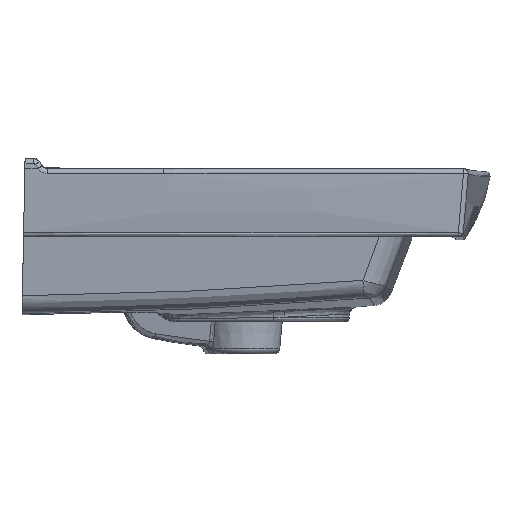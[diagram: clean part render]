
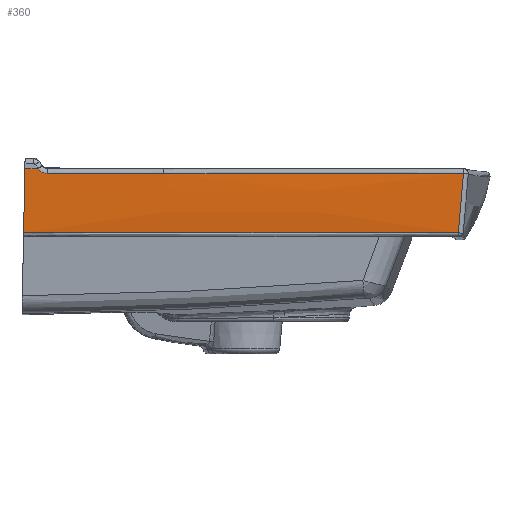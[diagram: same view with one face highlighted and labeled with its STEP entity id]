
A CAD part, left-side view. The second image highlights one B-rep face of the part: STEP entity #360.
In plain terms, the highlighted free-form (B-spline) face has degree [3, 3] with [4, 4] control points.
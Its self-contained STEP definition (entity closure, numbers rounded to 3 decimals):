
#287=B_SPLINE_SURFACE_WITH_KNOTS('',3,3,((#8198,#8199,#8200,#8201),(#8202,
#8203,#8204,#8205),(#8206,#8207,#8208,#8209),(#8210,#8211,#8212,#8213)),
 .UNSPECIFIED.,.F.,.F.,.F.,(4,4),(4,4),(0.,1.),(0.,1.),.UNSPECIFIED.);
#360=ADVANCED_FACE('',(#949),#287,.T.);
#949=FACE_OUTER_BOUND('',#1311,.T.);
#1311=EDGE_LOOP('',(#2455,#2456,#2457,#2458,#2459,#2460,#2461));
#1738=B_SPLINE_CURVE_WITH_KNOTS('',3,(#7464,#7465,#7466,#7467),
 .UNSPECIFIED.,.F.,.F.,(4,4),(0.,1.),.UNSPECIFIED.);
#1782=B_SPLINE_CURVE_WITH_KNOTS('',3,(#8152,#8153,#8154,#8155,#8156,#8157,
#8158,#8159,#8160,#8161,#8162,#8163),.UNSPECIFIED.,.F.,.F.,(4,2,2,2,2,4),
(0.,0.063,0.125,0.25,0.5,1.),.UNSPECIFIED.);
#1783=B_SPLINE_CURVE_WITH_KNOTS('',3,(#8166,#8167,#8168,#8169),
 .UNSPECIFIED.,.F.,.F.,(4,4),(0.,1.),.UNSPECIFIED.);
#1784=B_SPLINE_CURVE_WITH_KNOTS('',3,(#8171,#8172,#8173,#8174),
 .UNSPECIFIED.,.F.,.F.,(4,4),(0.,1.),.UNSPECIFIED.);
#1785=B_SPLINE_CURVE_WITH_KNOTS('',3,(#8176,#8177,#8178,#8179),
 .UNSPECIFIED.,.F.,.F.,(4,4),(0.,1.),.UNSPECIFIED.);
#1786=B_SPLINE_CURVE_WITH_KNOTS('',3,(#8180,#8181,#8182,#8183),
 .UNSPECIFIED.,.F.,.F.,(4,4),(0.,1.),.UNSPECIFIED.);
#1787=B_SPLINE_CURVE_WITH_KNOTS('',3,(#8185,#8186,#8187,#8188,#8189,#8190,
#8191,#8192,#8193,#8194,#8195,#8196,#8197),.UNSPECIFIED.,.F.,.F.,(4,3,3,
3,4),(0.,0.191,0.516,0.84,1.),
 .UNSPECIFIED.);
#2455=ORIENTED_EDGE('',*,*,#4656,.T.);
#2456=ORIENTED_EDGE('',*,*,#4657,.T.);
#2457=ORIENTED_EDGE('',*,*,#4658,.T.);
#2458=ORIENTED_EDGE('',*,*,#4659,.F.);
#2459=ORIENTED_EDGE('',*,*,#4605,.F.);
#2460=ORIENTED_EDGE('',*,*,#4660,.T.);
#2461=ORIENTED_EDGE('',*,*,#4661,.T.);
#4086=VERTEX_POINT('',#7463);
#4087=VERTEX_POINT('',#7468);
#4130=VERTEX_POINT('',#8164);
#4131=VERTEX_POINT('',#8165);
#4132=VERTEX_POINT('',#8170);
#4133=VERTEX_POINT('',#8175);
#4134=VERTEX_POINT('',#8184);
#4605=EDGE_CURVE('',#4086,#4087,#1738,.T.);
#4656=EDGE_CURVE('',#4130,#4131,#1782,.T.);
#4657=EDGE_CURVE('',#4131,#4132,#1783,.T.);
#4658=EDGE_CURVE('',#4132,#4133,#1784,.T.);
#4659=EDGE_CURVE('',#4087,#4133,#1785,.T.);
#4660=EDGE_CURVE('',#4086,#4134,#1786,.T.);
#4661=EDGE_CURVE('',#4134,#4130,#1787,.T.);
#7463=CARTESIAN_POINT('',(-300.017,230.507,63.127));
#7464=CARTESIAN_POINT('',(-300.017,230.507,63.127));
#7465=CARTESIAN_POINT('',(-300.978,230.076,85.17));
#7466=CARTESIAN_POINT('',(-301.464,229.645,107.23));
#7467=CARTESIAN_POINT('',(-301.474,229.213,129.294));
#7468=CARTESIAN_POINT('',(-301.474,229.213,129.294));
#8152=CARTESIAN_POINT('',(-305.482,-222.688,124.29));
#8153=CARTESIAN_POINT('',(-305.509,-216.259,124.331));
#8154=CARTESIAN_POINT('',(-305.531,-209.829,124.274));
#8155=CARTESIAN_POINT('',(-305.57,-196.971,124.272));
#8156=CARTESIAN_POINT('',(-305.586,-190.541,124.273));
#8157=CARTESIAN_POINT('',(-305.623,-171.253,124.273));
#8158=CARTESIAN_POINT('',(-305.633,-158.394,124.273));
#8159=CARTESIAN_POINT('',(-305.621,-119.818,124.274));
#8160=CARTESIAN_POINT('',(-305.556,-94.1,124.274));
#8161=CARTESIAN_POINT('',(-305.19,-16.948,124.277));
#8162=CARTESIAN_POINT('',(-304.718,34.486,124.279));
#8163=CARTESIAN_POINT('',(-304.016,85.916,124.281));
#8164=CARTESIAN_POINT('',(-305.482,-222.688,124.29));
#8165=CARTESIAN_POINT('',(-304.016,85.916,124.281));
#8166=CARTESIAN_POINT('',(-304.016,85.916,124.281));
#8167=CARTESIAN_POINT('',(-303.471,125.872,124.287));
#8168=CARTESIAN_POINT('',(-302.787,165.825,124.293));
#8169=CARTESIAN_POINT('',(-301.964,205.776,124.298));
#8170=CARTESIAN_POINT('',(-301.964,205.776,124.298));
#8171=CARTESIAN_POINT('',(-301.964,205.776,124.298));
#8172=CARTESIAN_POINT('',(-301.886,209.565,124.299));
#8173=CARTESIAN_POINT('',(-301.816,213.276,126.189));
#8174=CARTESIAN_POINT('',(-301.769,215.51,129.294));
#8175=CARTESIAN_POINT('',(-301.769,215.51,129.294));
#8176=CARTESIAN_POINT('',(-301.474,229.213,129.294));
#8177=CARTESIAN_POINT('',(-301.574,224.645,129.294));
#8178=CARTESIAN_POINT('',(-301.673,220.078,129.294));
#8179=CARTESIAN_POINT('',(-301.769,215.51,129.294));
#8180=CARTESIAN_POINT('',(-300.017,230.507,63.127));
#8181=CARTESIAN_POINT('',(-303.306,81.21,63.127));
#8182=CARTESIAN_POINT('',(-304.656,-68.122,63.137));
#8183=CARTESIAN_POINT('',(-304.086,-217.454,63.136));
#8184=CARTESIAN_POINT('',(-304.086,-217.454,63.136));
#8185=CARTESIAN_POINT('',(-304.086,-217.454,63.136));
#8186=CARTESIAN_POINT('',(-304.244,-217.857,67.03));
#8187=CARTESIAN_POINT('',(-304.388,-218.246,70.926));
#8188=CARTESIAN_POINT('',(-304.52,-218.622,74.823));
#8189=CARTESIAN_POINT('',(-304.743,-219.26,81.428));
#8190=CARTESIAN_POINT('',(-304.928,-219.86,88.037));
#8191=CARTESIAN_POINT('',(-305.075,-220.422,94.651));
#8192=CARTESIAN_POINT('',(-305.223,-220.985,101.266));
#8193=CARTESIAN_POINT('',(-305.332,-221.509,107.885));
#8194=CARTESIAN_POINT('',(-305.404,-221.996,114.507));
#8195=CARTESIAN_POINT('',(-305.439,-222.236,117.767));
#8196=CARTESIAN_POINT('',(-305.465,-222.467,121.028));
#8197=CARTESIAN_POINT('',(-305.482,-222.688,124.29));
#8198=CARTESIAN_POINT('',(-305.49,-225.765,129.687));
#8199=CARTESIAN_POINT('',(-305.444,-224.317,107.328));
#8200=CARTESIAN_POINT('',(-304.967,-222.439,84.997));
#8201=CARTESIAN_POINT('',(-304.059,-220.134,62.728));
#8202=CARTESIAN_POINT('',(-306.148,-72.734,129.687));
#8203=CARTESIAN_POINT('',(-306.084,-71.926,107.328));
#8204=CARTESIAN_POINT('',(-305.587,-70.693,84.998));
#8205=CARTESIAN_POINT('',(-304.659,-69.037,62.729));
#8206=CARTESIAN_POINT('',(-304.778,80.299,129.691));
#8207=CARTESIAN_POINT('',(-304.771,80.932,107.365));
#8208=CARTESIAN_POINT('',(-304.276,81.523,85.037));
#8209=CARTESIAN_POINT('',(-303.292,82.134,62.731));
#8210=CARTESIAN_POINT('',(-301.384,233.295,129.691));
#8211=CARTESIAN_POINT('',(-301.39,233.273,107.364));
#8212=CARTESIAN_POINT('',(-300.909,233.219,85.036));
#8213=CARTESIAN_POINT('',(-299.94,233.193,62.731));
